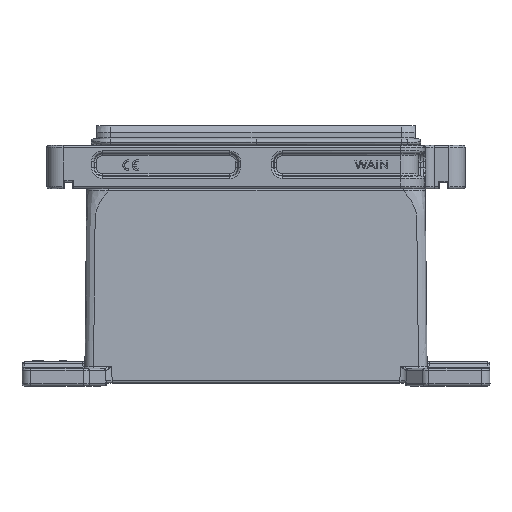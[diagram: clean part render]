
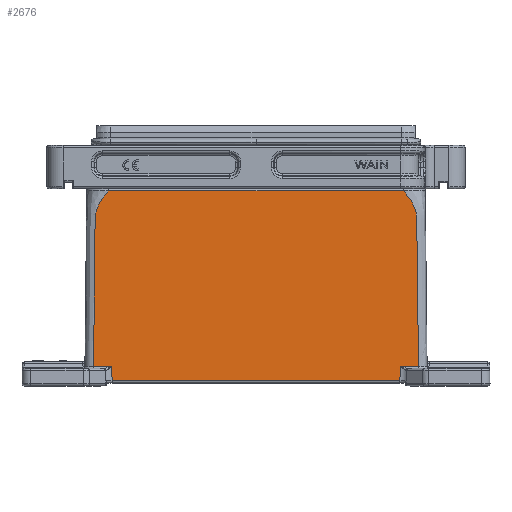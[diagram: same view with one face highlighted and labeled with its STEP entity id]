
A CAD part, top view. The second image highlights one B-rep face of the part: STEP entity #2676.
In plain terms, the highlighted planar face has unit normal (0, 0.011, 1).
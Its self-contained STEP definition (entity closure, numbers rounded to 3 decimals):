
#1369=FACE_OUTER_BOUND('',#6086,.T.);
#2676=ADVANCED_FACE('NONE',(#1369),#3760,.T.);
#3760=PLANE('',#22752);
#4621=B_SPLINE_CURVE_WITH_KNOTS('',3,(#34379,#34380,#34381,#34382),
 .UNSPECIFIED.,.F.,.F.,(4,4),(0.,1.),.UNSPECIFIED.);
#4657=B_SPLINE_CURVE_WITH_KNOTS('',3,(#34789,#34790,#34791,#34792),
 .UNSPECIFIED.,.F.,.F.,(4,4),(0.,1.),.UNSPECIFIED.);
#4659=B_SPLINE_CURVE_WITH_KNOTS('',3,(#34801,#34802,#34803,#34804,#34805,
#34806,#34807),.UNSPECIFIED.,.F.,.F.,(4,3,4),(0.,0.01,1.),
 .UNSPECIFIED.);
#4660=B_SPLINE_CURVE_WITH_KNOTS('',3,(#34808,#34809,#34810,#34811,#34812,
#34813,#34814,#34815,#34816,#34817,#34818,#34819),.UNSPECIFIED.,.F.,.F.,
(4,2,2,2,2,4),(0.,0.125,0.188,0.25,0.5,
1.),.UNSPECIFIED.);
#4661=B_SPLINE_CURVE_WITH_KNOTS('',3,(#34823,#34824,#34825,#34826,#34827,
#34828,#34829,#34830,#34831,#34832,#34833,#34834,#34835,#34836,#34837,#34838,
#34839,#34840,#34841,#34842,#34843,#34844,#34845,#34846,#34847,#34848,#34849,
#34850,#34851,#34852,#34853,#34854,#34855,#34856,#34857,#34858,#34859,#34860,
#34861,#34862,#34863,#34864,#34865,#34866,#34867,#34868,#34869,#34870,#34871,
#34872,#34873,#34874,#34875,#34876,#34877,#34878,#34879,#34880,#34881,#34882,
#34883),.UNSPECIFIED.,.F.,.F.,(4,1,1,1,1,1,1,1,2,2,2,2,1,1,1,1,1,2,2,2,
2,1,1,1,2,2,2,2,2,2,2,2,2,2,2,2,2,4),(0.,0.25,0.375,
0.437,0.469,0.484,0.492,
0.496,0.498,0.5,0.625,0.687,
0.719,0.734,0.742,0.746,
0.748,0.749,0.75,0.781,
0.797,0.805,0.809,0.811,
0.812,0.812,0.844,0.852,
0.855,0.859,0.867,0.871,
0.875,0.906,0.922,0.93,
0.937,1.),.UNSPECIFIED.);
#6086=EDGE_LOOP('',(#11465,#11466,#11467,#11468,#11469,#11470,#11471,#11472));
#7504=LINE('',#34377,#8813);
#7555=LINE('',#34799,#8864);
#7556=LINE('',#34821,#8865);
#8813=VECTOR('',#25209,1.);
#8864=VECTOR('',#25368,1.);
#8865=VECTOR('',#25369,1.);
#11465=ORIENTED_EDGE('',*,*,#19644,.T.);
#11466=ORIENTED_EDGE('',*,*,#19646,.F.);
#11467=ORIENTED_EDGE('',*,*,#19647,.T.);
#11468=ORIENTED_EDGE('',*,*,#19544,.T.);
#11469=ORIENTED_EDGE('',*,*,#19648,.F.);
#11470=ORIENTED_EDGE('',*,*,#19649,.F.);
#11471=ORIENTED_EDGE('',*,*,#19650,.F.);
#11472=ORIENTED_EDGE('',*,*,#19545,.T.);
#17205=VERTEX_POINT('',#33480);
#17272=VERTEX_POINT('',#34341);
#17274=VERTEX_POINT('',#34376);
#17275=VERTEX_POINT('',#34383);
#17320=VERTEX_POINT('',#34793);
#17321=VERTEX_POINT('',#34800);
#17322=VERTEX_POINT('',#34820);
#17323=VERTEX_POINT('',#34822);
#19544=EDGE_CURVE('NONE',#17205,#17274,#7504,.T.);
#19545=EDGE_CURVE('NONE',#17275,#17272,#4621,.T.);
#19644=EDGE_CURVE('NONE',#17272,#17320,#4657,.T.);
#19646=EDGE_CURVE('NONE',#17321,#17320,#7555,.T.);
#19647=EDGE_CURVE('NONE',#17321,#17205,#4659,.T.);
#19648=EDGE_CURVE('NONE',#17322,#17274,#4660,.T.);
#19649=EDGE_CURVE('NONE',#17323,#17322,#7556,.T.);
#19650=EDGE_CURVE('NONE',#17275,#17323,#4661,.T.);
#22752=AXIS2_PLACEMENT_3D('',#34884,#25370,#25371);
#25209=DIRECTION('',(1.,0.,0.));
#25368=DIRECTION('',(-1.,0.,0.));
#25369=DIRECTION('',(1.,0.,0.));
#25370=DIRECTION('',(0.,0.01,1.));
#25371=DIRECTION('',(0.,-1.,0.01));
#33480=CARTESIAN_POINT('',(174.507,8.989,-10.124));
#34341=CARTESIAN_POINT('',(41.459,8.99,-10.124));
#34376=CARTESIAN_POINT('',(182.942,8.99,-10.124));
#34377=CARTESIAN_POINT('',(25.911,8.99,-10.124));
#34379=CARTESIAN_POINT('',(33.024,8.99,-10.124));
#34380=CARTESIAN_POINT('',(35.835,8.99,-10.124));
#34381=CARTESIAN_POINT('',(38.647,8.99,-10.124));
#34382=CARTESIAN_POINT('',(41.459,8.99,-10.124));
#34383=CARTESIAN_POINT('',(33.024,8.99,-10.124));
#34789=CARTESIAN_POINT('',(41.459,8.99,-10.124));
#34790=CARTESIAN_POINT('',(41.49,6.763,-10.1));
#34791=CARTESIAN_POINT('',(41.522,4.537,-10.077));
#34792=CARTESIAN_POINT('',(41.554,2.311,-10.054));
#34793=CARTESIAN_POINT('',(41.554,2.311,-10.053));
#34799=CARTESIAN_POINT('',(38.439,2.311,-10.054));
#34800=CARTESIAN_POINT('',(174.411,2.311,-10.053));
#34801=CARTESIAN_POINT('',(174.41,2.244,-10.053));
#34802=CARTESIAN_POINT('',(174.411,2.266,-10.053));
#34803=CARTESIAN_POINT('',(174.411,2.288,-10.054));
#34804=CARTESIAN_POINT('',(174.411,2.311,-10.054));
#34805=CARTESIAN_POINT('',(174.443,4.537,-10.077));
#34806=CARTESIAN_POINT('',(174.475,6.763,-10.1));
#34807=CARTESIAN_POINT('',(174.507,8.989,-10.124));
#34808=CARTESIAN_POINT('',(175.942,90.011,-10.972));
#34809=CARTESIAN_POINT('',(178.167,87.668,-10.948));
#34810=CARTESIAN_POINT('',(180.187,84.959,-10.919));
#34811=CARTESIAN_POINT('',(181.906,80.139,-10.869));
#34812=CARTESIAN_POINT('',(182.21,78.41,-10.851));
#34813=CARTESIAN_POINT('',(182.259,74.939,-10.814));
#34814=CARTESIAN_POINT('',(182.269,73.203,-10.796));
#34815=CARTESIAN_POINT('',(182.361,64.526,-10.705));
#34816=CARTESIAN_POINT('',(182.432,57.584,-10.633));
#34817=CARTESIAN_POINT('',(182.651,36.758,-10.415));
#34818=CARTESIAN_POINT('',(182.796,22.874,-10.269));
#34819=CARTESIAN_POINT('',(182.942,8.99,-10.124));
#34820=CARTESIAN_POINT('',(175.942,90.011,-10.972));
#34821=CARTESIAN_POINT('',(32.63,90.011,-10.972));
#34822=CARTESIAN_POINT('',(40.023,90.011,-10.972));
#34823=CARTESIAN_POINT('',(33.024,8.99,-10.124));
#34824=CARTESIAN_POINT('',(33.095,15.762,-10.195));
#34825=CARTESIAN_POINT('',(33.201,25.921,-10.301));
#34826=CARTESIAN_POINT('',(33.325,37.773,-10.425));
#34827=CARTESIAN_POINT('',(33.387,43.699,-10.487));
#34828=CARTESIAN_POINT('',(33.418,46.662,-10.518));
#34829=CARTESIAN_POINT('',(33.434,48.144,-10.534));
#34830=CARTESIAN_POINT('',(33.441,48.884,-10.542));
#34831=CARTESIAN_POINT('',(33.445,49.255,-10.545));
#34832=CARTESIAN_POINT('',(33.447,49.413,-10.547));
#34833=CARTESIAN_POINT('',(33.448,49.519,-10.548));
#34834=CARTESIAN_POINT('',(33.448,49.523,-10.548));
#34835=CARTESIAN_POINT('',(33.518,56.17,-10.618));
#34836=CARTESIAN_POINT('',(33.57,61.135,-10.67));
#34837=CARTESIAN_POINT('',(33.623,66.215,-10.723));
#34838=CARTESIAN_POINT('',(33.636,67.513,-10.737));
#34839=CARTESIAN_POINT('',(33.651,68.868,-10.751));
#34840=CARTESIAN_POINT('',(33.656,69.398,-10.756));
#34841=CARTESIAN_POINT('',(33.66,69.757,-10.76));
#34842=CARTESIAN_POINT('',(33.661,69.871,-10.761));
#34843=CARTESIAN_POINT('',(33.662,69.912,-10.762));
#34844=CARTESIAN_POINT('',(33.662,69.929,-10.762));
#34845=CARTESIAN_POINT('',(33.662,69.935,-10.762));
#34846=CARTESIAN_POINT('',(33.662,69.939,-10.762));
#34847=CARTESIAN_POINT('',(33.661,69.89,-10.762));
#34848=CARTESIAN_POINT('',(33.679,71.622,-10.78));
#34849=CARTESIAN_POINT('',(33.693,72.886,-10.793));
#34850=CARTESIAN_POINT('',(33.706,74.155,-10.806));
#34851=CARTESIAN_POINT('',(33.709,74.475,-10.81));
#34852=CARTESIAN_POINT('',(33.713,74.797,-10.813));
#34853=CARTESIAN_POINT('',(33.714,74.919,-10.814));
#34854=CARTESIAN_POINT('',(33.715,74.993,-10.815));
#34855=CARTESIAN_POINT('',(33.715,75.013,-10.815));
#34856=CARTESIAN_POINT('',(33.715,75.018,-10.815));
#34857=CARTESIAN_POINT('',(33.715,75.021,-10.815));
#34858=CARTESIAN_POINT('',(33.715,74.984,-10.815));
#34859=CARTESIAN_POINT('',(33.727,76.251,-10.828));
#34860=CARTESIAN_POINT('',(33.746,77.193,-10.838));
#34861=CARTESIAN_POINT('',(33.804,78.011,-10.847));
#34862=CARTESIAN_POINT('',(33.816,78.156,-10.848));
#34863=CARTESIAN_POINT('',(33.835,78.347,-10.85));
#34864=CARTESIAN_POINT('',(33.841,78.405,-10.851));
#34865=CARTESIAN_POINT('',(33.867,78.619,-10.853));
#34866=CARTESIAN_POINT('',(33.881,78.726,-10.854));
#34867=CARTESIAN_POINT('',(33.927,79.044,-10.858));
#34868=CARTESIAN_POINT('',(33.963,79.255,-10.86));
#34869=CARTESIAN_POINT('',(34.023,79.569,-10.863));
#34870=CARTESIAN_POINT('',(34.045,79.673,-10.865));
#34871=CARTESIAN_POINT('',(34.089,79.881,-10.867));
#34872=CARTESIAN_POINT('',(34.125,80.033,-10.869));
#34873=CARTESIAN_POINT('',(34.24,80.513,-10.874));
#34874=CARTESIAN_POINT('',(34.423,81.168,-10.881));
#34875=CARTESIAN_POINT('',(34.905,82.445,-10.896));
#34876=CARTESIAN_POINT('',(35.1,82.918,-10.901));
#34877=CARTESIAN_POINT('',(35.463,83.69,-10.909));
#34878=CARTESIAN_POINT('',(35.595,83.957,-10.912));
#34879=CARTESIAN_POINT('',(35.887,84.508,-10.919));
#34880=CARTESIAN_POINT('',(36.066,84.827,-10.923));
#34881=CARTESIAN_POINT('',(37.438,87.132,-10.952));
#34882=CARTESIAN_POINT('',(38.798,88.712,-10.965));
#34883=CARTESIAN_POINT('',(40.022,90.011,-10.972));
#34884=CARTESIAN_POINT('',(25.911,91.,-10.983));
